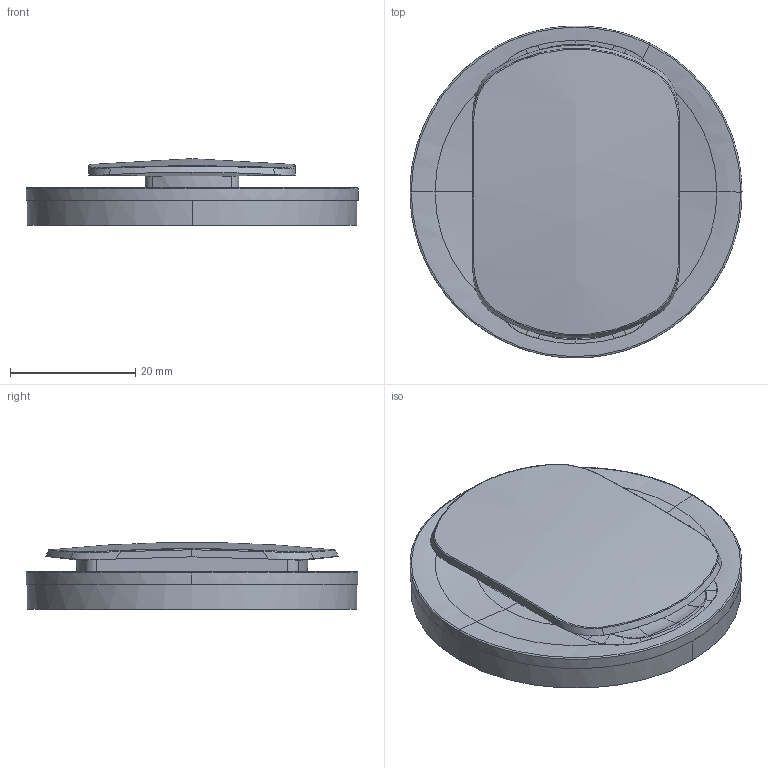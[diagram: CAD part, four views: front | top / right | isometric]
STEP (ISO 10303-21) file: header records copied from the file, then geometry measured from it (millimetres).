
FILE_DESCRIPTION(('CATIA V5 STEP Exchange','CAx-IF Rec.Pracs.--- Model Styling and Organization---1.5--- 2016-08-15','CAx-IF Rec.Pracs.---Supplemental Geometry---1.0---2011-11-01','CAx-IF Rec.Pracs.--- Composite Materials ---1.1---2010-07-15'),'2;1');
FILE_NAME('CB1001s.stp','2023-09-14T08:11:46+00:00',('none'),('none'),'CATIA Version 5-6 Release 2020 SP3','CATIA V5 STEP AP214 v2','none');
FILE_SCHEMA(('AUTOMOTIVE_DESIGN { 1 0 10303 214 1 1 1 1 }'));
Length unit declared in the file: millimetre
Products named in the file (5): T003432_A ; ED09223_A; A026845_A ; EE01871_A; EH00871_A
Assembly tree (4 placements, depth 3):
  T003432_A 
    ED09223_A
    A026845_A 
      EE01871_A
      EH00871_A
Bounding box: 53 x 52.99 x 10.63 mm (x, y, z)
Volume: 6935.3 mm3; surface area: 10003 mm2
Topology: 5 solids, 5 shells, 509 faces, 1274 edges, 774 vertices
Faces by surface type: bspline 288, plane 129, cylinder 48, cone 28, revolution 16
Entity records: 36549 total; most frequent: CARTESIAN_POINT 27436, ORIENTED_EDGE 2548, EDGE_CURVE 1274, B_SPLINE_CURVE_WITH_KNOTS 942, VERTEX_POINT 774, DIRECTION 636, EDGE_LOOP 510, ADVANCED_FACE 509
